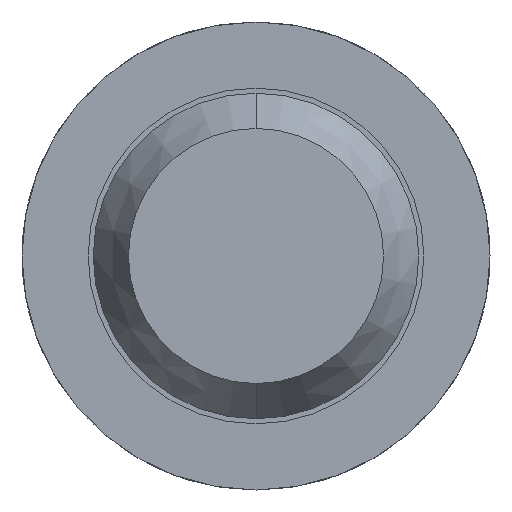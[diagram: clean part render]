
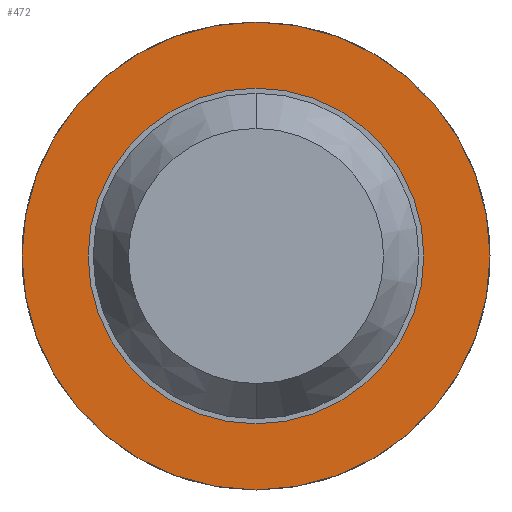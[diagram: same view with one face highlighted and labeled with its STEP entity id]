
A CAD part, front view. The second image highlights one B-rep face of the part: STEP entity #472.
In plain terms, the highlighted planar face has unit normal (0, -1, 0).
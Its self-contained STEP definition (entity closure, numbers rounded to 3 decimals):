
#2 = CARTESIAN_POINT ( 'NONE',  ( 0., -1.7, 0. ) ) ;
#11 = AXIS2_PLACEMENT_3D ( 'NONE', #3588, #1023, #2333 ) ;
#142 = EDGE_CURVE ( 'NONE', #1656, #1237, #2560, .T. ) ;
#213 = EDGE_LOOP ( 'NONE', ( #600, #1253 ) ) ;
#337 = CARTESIAN_POINT ( 'NONE',  ( 0., -1.7, 0. ) ) ;
#365 = EDGE_CURVE ( 'NONE', #1920, #900, #934, .T. ) ;
#472 = ADVANCED_FACE ( 'NONE', ( #3052, #3256 ), #1037, .F. ) ;
#600 = ORIENTED_EDGE ( 'NONE', *, *, #142, .F. ) ;
#644 = CARTESIAN_POINT ( 'NONE',  ( 0., -1.7, 0. ) ) ;
#900 = VERTEX_POINT ( 'NONE', #3241 ) ;
#934 = CIRCLE ( 'NONE', #2491, 0.825 ) ;
#1002 = DIRECTION ( 'NONE',  ( 0., 0., 1. ) ) ;
#1023 = DIRECTION ( 'NONE',  ( 0., 1., 0. ) ) ;
#1037 = PLANE ( 'NONE',  #11 ) ;
#1168 = CIRCLE ( 'NONE', #2708, 1.15 ) ;
#1237 = VERTEX_POINT ( 'NONE', #2477 ) ;
#1253 = ORIENTED_EDGE ( 'NONE', *, *, #2776, .F. ) ;
#1278 = ORIENTED_EDGE ( 'NONE', *, *, #3141, .T. ) ;
#1285 = DIRECTION ( 'NONE',  ( 0., 1., 0. ) ) ;
#1370 = ORIENTED_EDGE ( 'NONE', *, *, #365, .T. ) ;
#1656 = VERTEX_POINT ( 'NONE', #2232 ) ;
#1901 = DIRECTION ( 'NONE',  ( 0., 0., 1. ) ) ;
#1920 = VERTEX_POINT ( 'NONE', #2100 ) ;
#2047 = DIRECTION ( 'NONE',  ( 0., 1., 0. ) ) ;
#2100 = CARTESIAN_POINT ( 'NONE',  ( 0., -1.7, -0.825 ) ) ;
#2221 = DIRECTION ( 'NONE',  ( 0., 1., 0. ) ) ;
#2232 = CARTESIAN_POINT ( 'NONE',  ( 0., -1.7, 1.15 ) ) ;
#2324 = EDGE_LOOP ( 'NONE', ( #1278, #1370 ) ) ;
#2333 = DIRECTION ( 'NONE',  ( 0., 0., 1. ) ) ;
#2477 = CARTESIAN_POINT ( 'NONE',  ( 0., -1.7, -1.15 ) ) ;
#2491 = AXIS2_PLACEMENT_3D ( 'NONE', #337, #2047, #3045 ) ;
#2560 = CIRCLE ( 'NONE', #2854, 1.15 ) ;
#2708 = AXIS2_PLACEMENT_3D ( 'NONE', #644, #2941, #1002 ) ;
#2776 = EDGE_CURVE ( 'NONE', #1237, #1656, #1168, .T. ) ;
#2854 = AXIS2_PLACEMENT_3D ( 'NONE', #2, #2221, #1901 ) ;
#2941 = DIRECTION ( 'NONE',  ( 0., 1., 0. ) ) ;
#3045 = DIRECTION ( 'NONE',  ( 0., 0., 1. ) ) ;
#3052 = FACE_OUTER_BOUND ( 'NONE', #213, .T. ) ;
#3141 = EDGE_CURVE ( 'NONE', #900, #1920, #3486, .T. ) ;
#3241 = CARTESIAN_POINT ( 'NONE',  ( 0., -1.7, 0.825 ) ) ;
#3256 = FACE_BOUND ( 'NONE', #2324, .T. ) ;
#3324 = AXIS2_PLACEMENT_3D ( 'NONE', #3540, #1285, #3897 ) ;
#3486 = CIRCLE ( 'NONE', #3324, 0.825 ) ;
#3540 = CARTESIAN_POINT ( 'NONE',  ( 0., -1.7, 0. ) ) ;
#3588 = CARTESIAN_POINT ( 'NONE',  ( 0.825, -1.7, 0. ) ) ;
#3897 = DIRECTION ( 'NONE',  ( 0., 0., 1. ) ) ;
